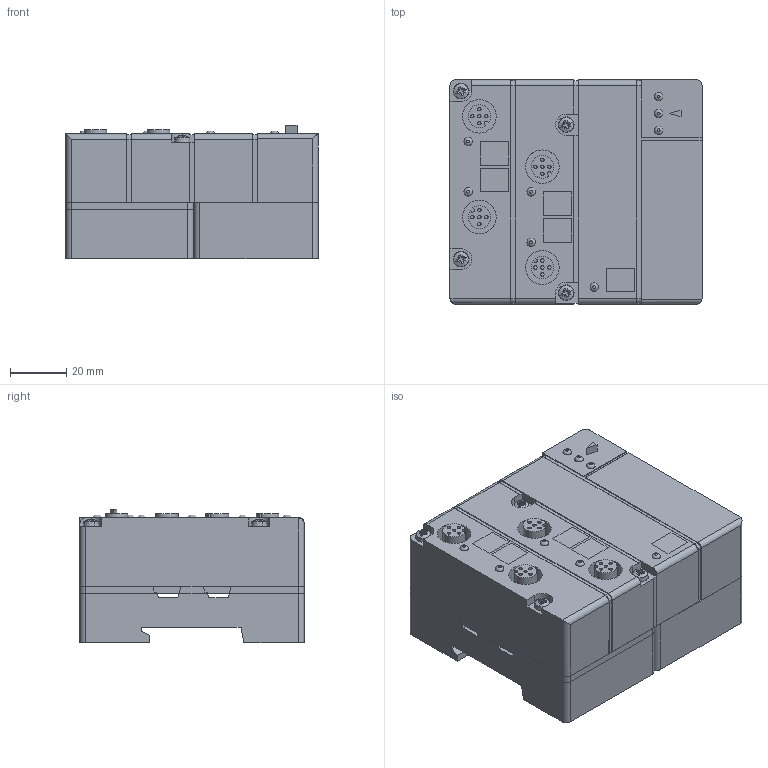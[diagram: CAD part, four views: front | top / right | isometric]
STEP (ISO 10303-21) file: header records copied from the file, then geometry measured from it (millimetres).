
FILE_DESCRIPTION(/* description */ ('Alibre Inc.'),/* implementation_level */ '2;1');
FILE_NAME(/* name */ 'export0',/* time_stamp */ '2018-01-10T08:23:43+01:00',/* author */ (''),/* organization */ (''),/* preprocessor_version */ 'ST-DEVELOPER v14',/* originating_system */ 'Alibre',/* authorisation */ '');
FILE_SCHEMA (('AUTOMOTIVE_DESIGN'));
Length unit declared in the file: centimetre
Products named in the file (9): BENE INOX | 210216-3X30
Bounding box: 90 x 80 x 47.5 mm (x, y, z)
Volume: 274063 mm3; surface area: 77124 mm2
Topology: 26 solids, 30 shells, 565 faces, 1371 edges, 902 vertices
Faces by surface type: plane 376, cylinder 149, torus 16, cone 16, sphere 8
Full cylindrical faces by diameter (mm): 1.2 x20, 2 x2, 2.5 x5, 3 x23, 3.5 x16, 5 x2, 6 x3, 10 x2, 12 x4
Entity records: 10144 total; most frequent: CARTESIAN_POINT 1734, ORIENTED_EDGE 1614, DIRECTION 1558, EDGE_CURVE 807, AXIS2_PLACEMENT_3D 621, VERTEX_POINT 569, VECTOR 530, LINE 530
